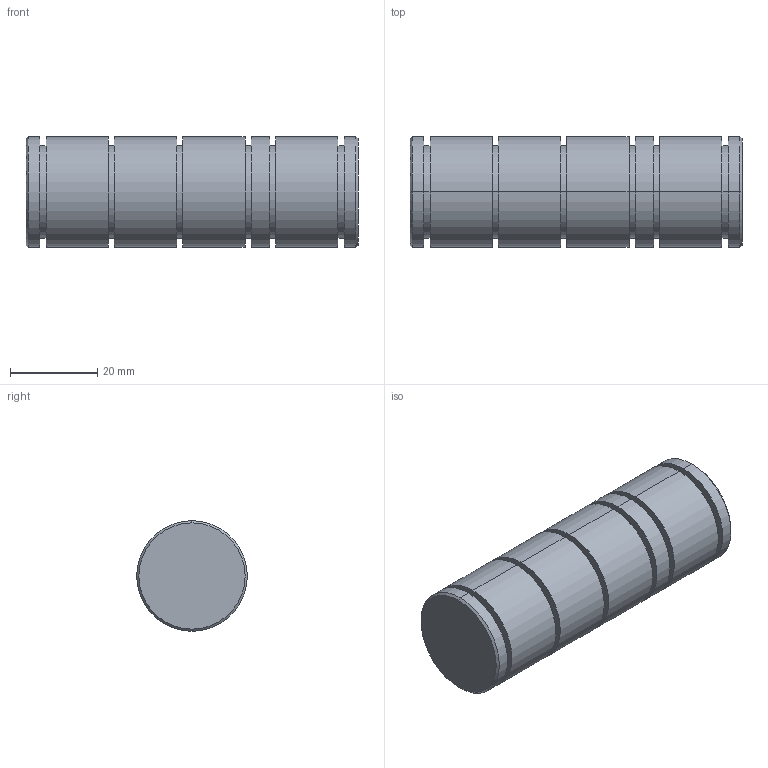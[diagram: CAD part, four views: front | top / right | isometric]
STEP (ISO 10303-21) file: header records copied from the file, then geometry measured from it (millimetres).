
FILE_DESCRIPTION (( 'STEP AP214' ), '1' );
FILE_NAME ('GSS16-3.step', '2017-08-09T17:34:29', ( '' ), ( '' ), 'SwSTEP 2.0', 'SolidWorks 2017', '' );
FILE_SCHEMA (( 'AUTOMOTIVE_DESIGN' ));
Length unit declared in the file: inch
Products named in the file (1): GSS16-3
Bounding box: 76.2 x 25.4 x 25.4 mm (x, y, z)
Volume: 37281.5 mm3; surface area: 8774.4 mm2
Topology: 1 solids, 1 shells, 44 faces, 86 edges, 56 vertices
Faces by surface type: cylinder 26, plane 14, cone 4
Entity records: 1194 total; most frequent: DIRECTION 232, CARTESIAN_POINT 187, ORIENTED_EDGE 172, AXIS2_PLACEMENT_3D 101, EDGE_CURVE 86, VERTEX_POINT 56, EDGE_LOOP 56, CIRCLE 56
